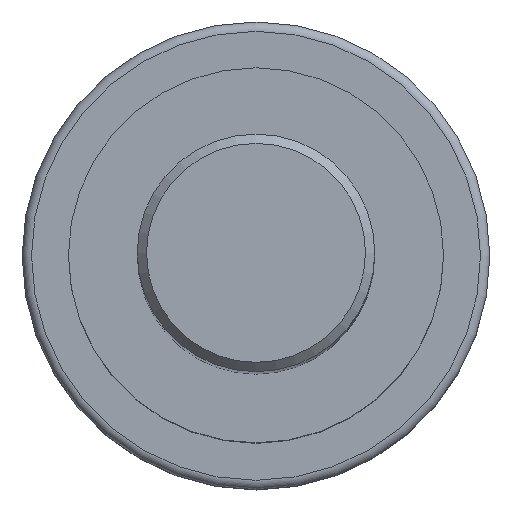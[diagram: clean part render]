
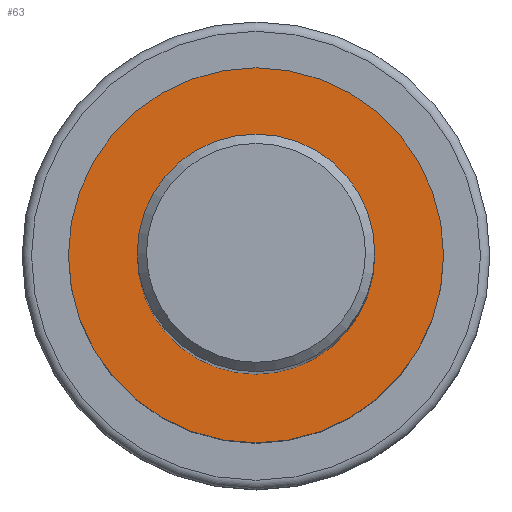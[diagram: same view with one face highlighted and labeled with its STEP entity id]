
A CAD part, top view. The second image highlights one B-rep face of the part: STEP entity #63.
In plain terms, the highlighted planar face has unit normal (0, 0, 1).
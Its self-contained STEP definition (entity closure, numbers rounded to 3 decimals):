
#51=FACE_BOUND('',#84,.T.);
#52=FACE_BOUND('',#85,.T.);
#63=ADVANCED_FACE('',(#51,#52),#69,.T.);
#69=PLANE('',#188);
#84=EDGE_LOOP('',(#102));
#85=EDGE_LOOP('',(#103));
#102=ORIENTED_EDGE('',*,*,#124,.T.);
#103=ORIENTED_EDGE('',*,*,#123,.F.);
#114=VERTEX_POINT('',#266);
#115=VERTEX_POINT('',#269);
#123=EDGE_CURVE('',#114,#114,#132,.T.);
#124=EDGE_CURVE('',#115,#115,#133,.T.);
#132=CIRCLE('',#185,20.05);
#133=CIRCLE('',#187,12.7);
#185=AXIS2_PLACEMENT_3D('',#265,#224,#225);
#187=AXIS2_PLACEMENT_3D('',#268,#228,#229);
#188=AXIS2_PLACEMENT_3D('',#270,#230,#231);
#224=DIRECTION('',(0.,0.,-1.));
#225=DIRECTION('',(-1.,0.,0.));
#228=DIRECTION('',(0.,0.,-1.));
#229=DIRECTION('',(-1.,0.,0.));
#230=DIRECTION('',(0.,0.,1.));
#231=DIRECTION('',(1.,0.,0.));
#265=CARTESIAN_POINT('',(0.,0.,-150.));
#266=CARTESIAN_POINT('',(-20.05,0.,-150.));
#268=CARTESIAN_POINT('',(0.,0.,-150.));
#269=CARTESIAN_POINT('',(-12.7,0.,-150.));
#270=CARTESIAN_POINT('',(-20.05,0.,-150.));
